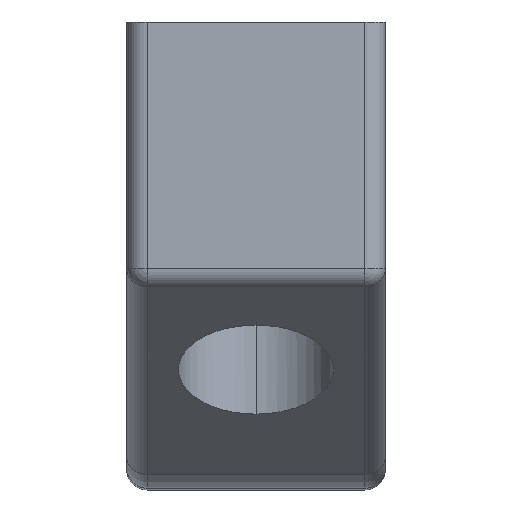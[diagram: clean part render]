
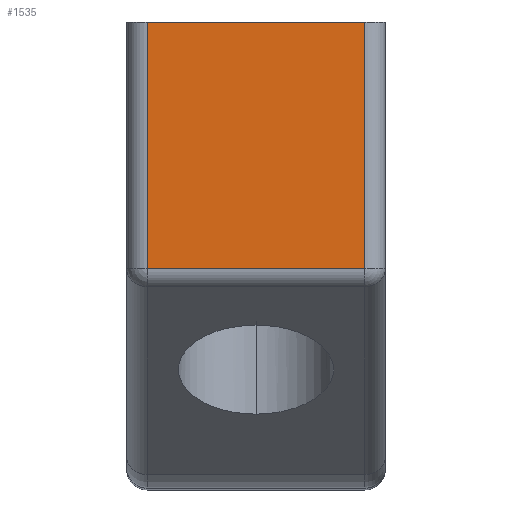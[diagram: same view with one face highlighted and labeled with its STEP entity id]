
A CAD part, top view. The second image highlights one B-rep face of the part: STEP entity #1535.
In plain terms, the highlighted planar face has unit normal (0, 0, 1).
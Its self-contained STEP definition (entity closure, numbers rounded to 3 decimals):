
#1241=CARTESIAN_POINT('',(10.5,-0.004,15.));
#1242=VERTEX_POINT('',#1241);
#1250=CARTESIAN_POINT('',(10.5,-23.844,15.));
#1251=VERTEX_POINT('',#1250);
#1252=CARTESIAN_POINT('',(10.5,-0.004,15.));
#1253=DIRECTION('',(0.0,-1.0,0.0));
#1254=VECTOR('',#1253,23.839);
#1255=LINE('',#1252,#1254);
#1256=EDGE_CURVE('',#1242,#1251,#1255,.T.);
#1493=CARTESIAN_POINT('',(-10.5,-23.844,15.));
#1494=VERTEX_POINT('',#1493);
#1495=CARTESIAN_POINT('',(10.5,-23.844,15.));
#1496=DIRECTION('',(-1.0,0.0,0.0));
#1497=VECTOR('',#1496,21.0);
#1498=LINE('',#1495,#1497);
#1499=EDGE_CURVE('',#1251,#1494,#1498,.T.);
#1512=CARTESIAN_POINT('',(-11.55,1.188,15.));
#1513=DIRECTION('',(0.0,0.0,1.0));
#1514=DIRECTION('',(1.0,0.0,0.0));
#1515=AXIS2_PLACEMENT_3D('',#1512,#1513,#1514);
#1516=PLANE('',#1515);
#1517=ORIENTED_EDGE('',*,*,#1256,.F.);
#1518=CARTESIAN_POINT('',(-10.5,-0.004,15.));
#1519=VERTEX_POINT('',#1518);
#1520=CARTESIAN_POINT('',(-10.5,-0.004,15.));
#1521=DIRECTION('',(1.0,0.0,0.0));
#1522=VECTOR('',#1521,21.);
#1523=LINE('',#1520,#1522);
#1524=EDGE_CURVE('',#1519,#1242,#1523,.T.);
#1525=ORIENTED_EDGE('',*,*,#1524,.F.);
#1526=CARTESIAN_POINT('',(-10.5,-23.844,15.));
#1527=DIRECTION('',(0.0,1.0,0.0));
#1528=VECTOR('',#1527,23.839);
#1529=LINE('',#1526,#1528);
#1530=EDGE_CURVE('',#1494,#1519,#1529,.T.);
#1531=ORIENTED_EDGE('',*,*,#1530,.F.);
#1532=ORIENTED_EDGE('',*,*,#1499,.F.);
#1533=EDGE_LOOP('',(#1517,#1525,#1531,#1532));
#1534=FACE_OUTER_BOUND('',#1533,.T.);
#1535=ADVANCED_FACE('',(#1534),#1516,.T.);
